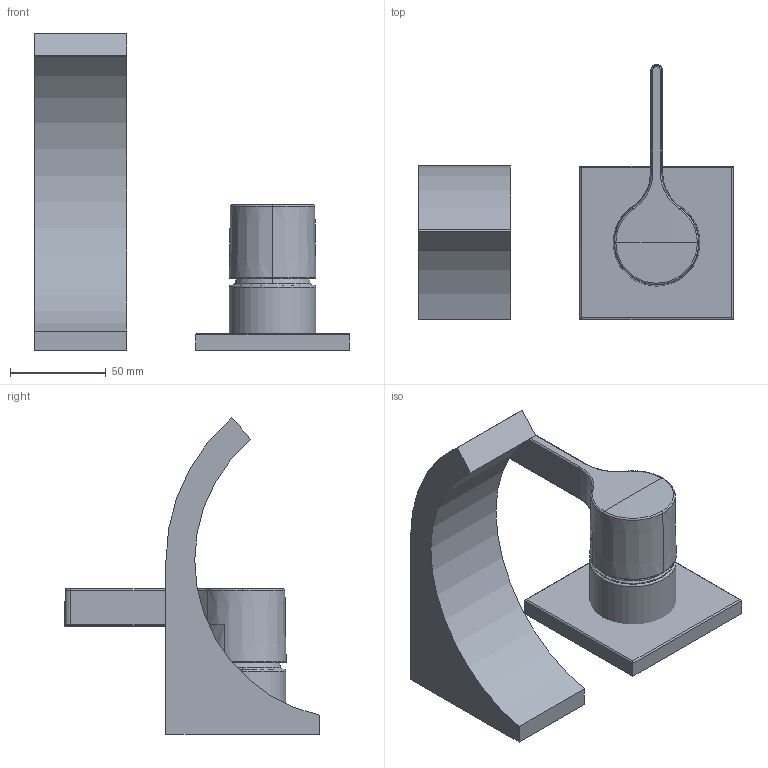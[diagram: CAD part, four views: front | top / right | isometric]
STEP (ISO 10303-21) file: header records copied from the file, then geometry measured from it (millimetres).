
FILE_DESCRIPTION (( 'STEP AP214' ), '1' );
FILE_NAME ('36860811.STEP', '2020-06-29T06:55:41', ( '' ), ( '' ), 'SwSTEP 2.0', 'SolidWorks 2017', '' );
FILE_SCHEMA (( 'AUTOMOTIVE_DESIGN' ));
Length unit declared in the file: millimetre
Products named in the file (5): Planungsmodell_Rosette-+-09.27.78.039.90-01; Planungsmodell_Auslauf-+-09.11.81.102.90-1_K2_80x48; Planungsmodell_Hebel-+-09.20.80.021-01_K1; 36860811; Planungsmodell_Haube-+-09.11.02.287-01_k1
Assembly tree (4 placements, depth 2):
  36860811
    Planungsmodell_Auslauf-+-09.11.81.102.90-1_K2_80x48
    Planungsmodell_Rosette-+-09.27.78.039.90-01
    Planungsmodell_Haube-+-09.11.02.287-01_k1
    Planungsmodell_Hebel-+-09.20.80.021-01_K1
Bounding box: 164 x 132.83 x 165.14 mm (x, y, z)
Volume: 411081.7 mm3; surface area: 67567.6 mm2
Topology: 4 solids, 4 shells, 73 faces, 163 edges, 99 vertices
Faces by surface type: plane 22, cylinder 14, torus 13, bspline 11, cone 10, sphere 3
Entity records: 3685 total; most frequent: CARTESIAN_POINT 1949, ORIENTED_EDGE 326, DIRECTION 322, EDGE_CURVE 163, AXIS2_PLACEMENT_3D 130, VERTEX_POINT 99, EDGE_LOOP 74, FACE_OUTER_BOUND 73
